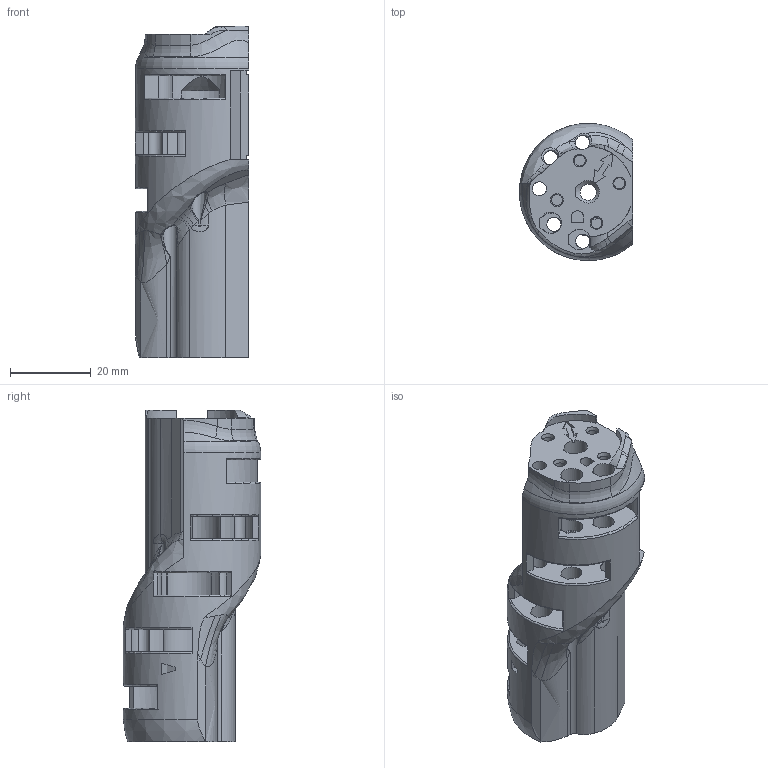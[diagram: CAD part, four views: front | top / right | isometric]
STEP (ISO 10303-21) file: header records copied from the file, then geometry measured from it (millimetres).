
FILE_DESCRIPTION(/* description */ (''),/* implementation_level */ '2;1');
FILE_NAME(/* name */ 'Idler barrel v18.step',/* time_stamp */ '2025-10-24T21:38:14+02:00',/* author */ (''),/* organization */ (''),/* preprocessor_version */ 'ST-DEVELOPER v20.1',/* originating_system */ 'Autodesk Translation Framework v14.17.0.0',/* authorisation */ '');
FILE_SCHEMA (('AUTOMOTIVE_DESIGN { 1 0 10303 214 3 1 1 }'));
Length unit declared in the file: millimetre
Products named in the file (1): Idler barrel
Bounding box: 28 x 33.99 x 82 mm (x, y, z)
Volume: 30212.1 mm3; surface area: 16151.4 mm2
Topology: 1 solids, 1 shells, 359 faces, 1064 edges, 685 vertices
Faces by surface type: plane 166, bspline 97, cylinder 68, cone 16, torus 12
Full cylindrical faces by diameter (mm): 2.75 x4, 3.5 x5, 4 x1, 13 x1, 14 x1
Entity records: 17498 total; most frequent: CARTESIAN_POINT 8451, ORIENTED_EDGE 2110, DIRECTION 1568, EDGE_CURVE 1055, VERTEX_POINT 685, AXIS2_PLACEMENT_3D 523, LINE 522, VECTOR 522
